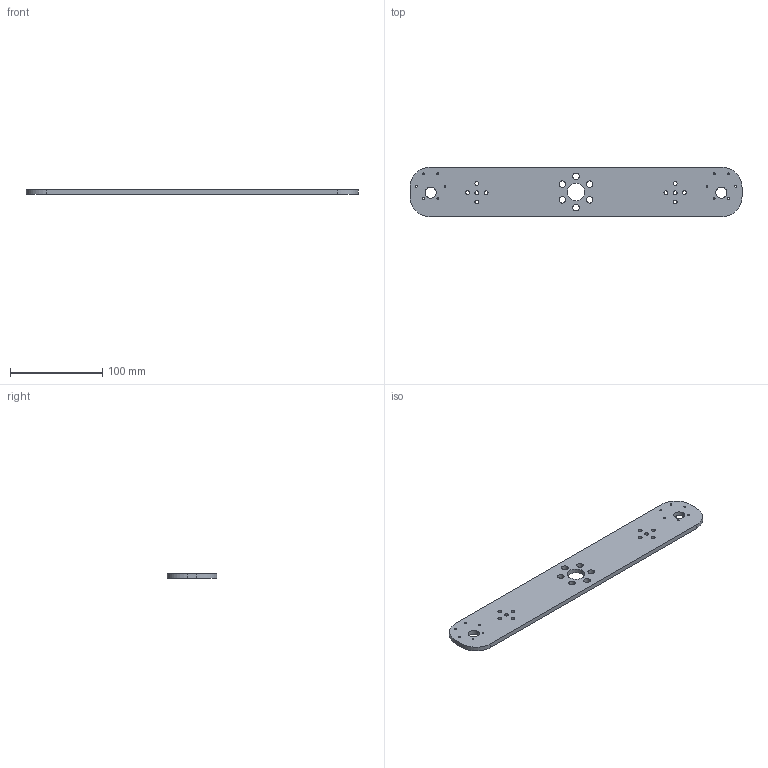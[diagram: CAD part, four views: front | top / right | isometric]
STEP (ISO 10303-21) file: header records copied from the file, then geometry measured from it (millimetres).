
FILE_DESCRIPTION (( 'STEP AP214' ), '1' );
FILE_NAME ('movingWheel_3.STEP', '2021-07-13T12:29:19', ( '' ), ( '' ), 'SwSTEP 2.0', 'SolidWorks 2020', '' );
FILE_SCHEMA (( 'AUTOMOTIVE_DESIGN' ));
Length unit declared in the file: millimetre
Products named in the file (1): movingWheel_3
Bounding box: 360 x 54 x 5 mm (x, y, z)
Volume: 90528.7 mm3; surface area: 42544 mm2
Topology: 1 solids, 1 shells, 72 faces, 210 edges, 140 vertices
Faces by surface type: cylinder 66, plane 6
Entity records: 2624 total; most frequent: DIRECTION 488, CARTESIAN_POINT 423, ORIENTED_EDGE 420, EDGE_CURVE 210, AXIS2_PLACEMENT_3D 205, VERTEX_POINT 140, EDGE_LOOP 134, CIRCLE 132
